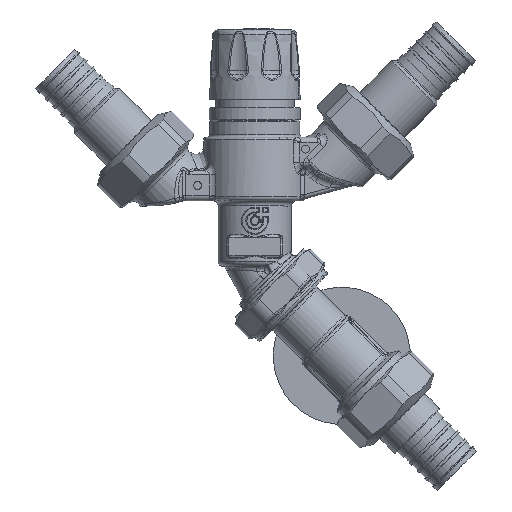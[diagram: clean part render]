
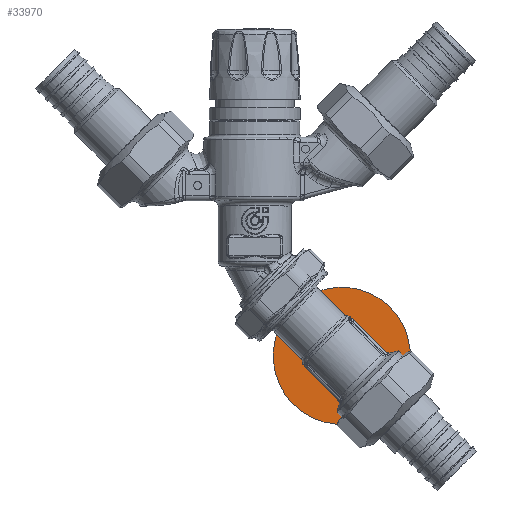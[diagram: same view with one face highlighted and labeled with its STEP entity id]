
A CAD part, top view. The second image highlights one B-rep face of the part: STEP entity #33970.
In plain terms, the highlighted planar face has unit normal (0, 0, 1).
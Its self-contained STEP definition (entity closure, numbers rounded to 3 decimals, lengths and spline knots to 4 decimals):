
#2381=FACE_BOUND('',#6136,.T.);
#4014=FACE_OUTER_BOUND('',#6135,.T.);
#6135=EDGE_LOOP('',(#24820));
#6136=EDGE_LOOP('',(#24821));
#11541=CIRCLE('',#36781,1.03);
#11543=CIRCLE('',#36785,0.3);
#13813=VERTEX_POINT('',#77876);
#13815=VERTEX_POINT('',#77883);
#17713=EDGE_CURVE('',#13813,#13813,#11541,.T.);
#17716=EDGE_CURVE('',#13815,#13815,#11543,.T.);
#24820=ORIENTED_EDGE('',*,*,#17713,.T.);
#24821=ORIENTED_EDGE('',*,*,#17716,.T.);
#30430=PLANE('',#36786);
#33970=ADVANCED_FACE('',(#4014,#2381),#30430,.F.);
#36781=AXIS2_PLACEMENT_3D('',#77878,#42694,#42695);
#36785=AXIS2_PLACEMENT_3D('',#77885,#42703,#42704);
#36786=AXIS2_PLACEMENT_3D('',#77886,#42705,#42706);
#42694=DIRECTION('center_axis',(0.,0.,
1.));
#42695=DIRECTION('ref_axis',(-0.707,0.707,0.));
#42703=DIRECTION('center_axis',(0.,0.,
-1.));
#42704=DIRECTION('ref_axis',(0.707,-0.707,0.));
#42705=DIRECTION('center_axis',(0.,0.,
-1.));
#42706=DIRECTION('ref_axis',(0.707,-0.707,0.));
#77876=CARTESIAN_POINT('',(2.0348,-3.5269,-2.4095));
#77878=CARTESIAN_POINT('Origin',(1.3064,-2.7986,-2.4095));
#77883=CARTESIAN_POINT('',(1.0943,-2.5864,-2.4095));
#77885=CARTESIAN_POINT('Origin',(1.3064,-2.7986,-2.4095));
#77886=CARTESIAN_POINT('Origin',(1.3064,-2.7986,-2.4095));
